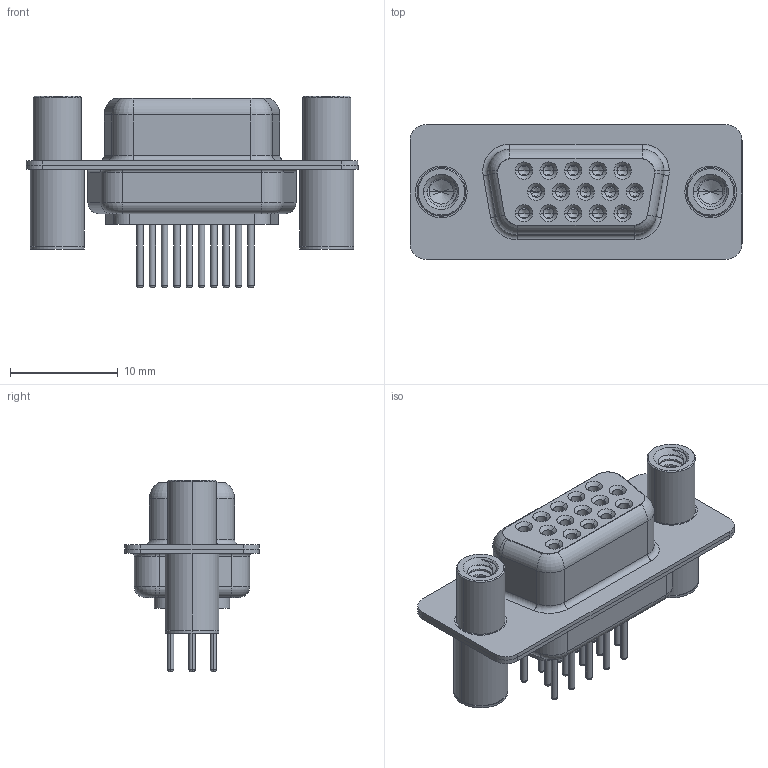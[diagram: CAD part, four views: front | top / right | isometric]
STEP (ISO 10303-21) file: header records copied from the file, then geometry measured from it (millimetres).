
FILE_DESCRIPTION (( 'STEP AP203' ), '1' );
FILE_NAME ('638-M15-230-BN4.STEP', '2022-07-05T18:05:55', ( '' ), ( '' ), 'SwSTEP 2.0', 'SolidWorks 2020', '' );
FILE_SCHEMA (( 'CONFIG_CONTROL_DESIGN' ));
Length unit declared in the file: millimetre
Products named in the file (8): 638M Shell Front_15 Contacts; 638M 4-40 Threaded Standoff and Board Spacer; 638-M15-230-BN4; 638M Contact Row 3_30; 638M Shell Rear_15 Contacts; 638M Housing_15 Contacts; 638M Contact Row 2_30; 638M Contact Row 1_30
Assembly tree (20 placements, depth 2):
  638-M15-230-BN4
    638M Housing_15 Contacts
    638M Shell Front_15 Contacts
    638M Shell Rear_15 Contacts
    638M Contact Row 1_30  x5
    638M Contact Row 2_30  x5
    638M Contact Row 3_30  x5
    638M 4-40 Threaded Standoff and Board Spacer  x2
Bounding box: 30.8 x 12.5 x 17.8 mm (x, y, z)
Volume: 1924.2 mm3; surface area: 5857.2 mm2
Topology: 20 solids, 20 shells, 1190 faces, 2801 edges, 1720 vertices
Faces by surface type: cylinder 474, plane 298, torus 271, cone 135, bspline 12
Entity records: 20958 total; most frequent: CARTESIAN_POINT 5434, DIRECTION 3268, ORIENTED_EDGE 2842, EDGE_CURVE 1421, AXIS2_PLACEMENT_3D 1374, VERTEX_POINT 891, CIRCLE 747, EDGE_LOOP 718
